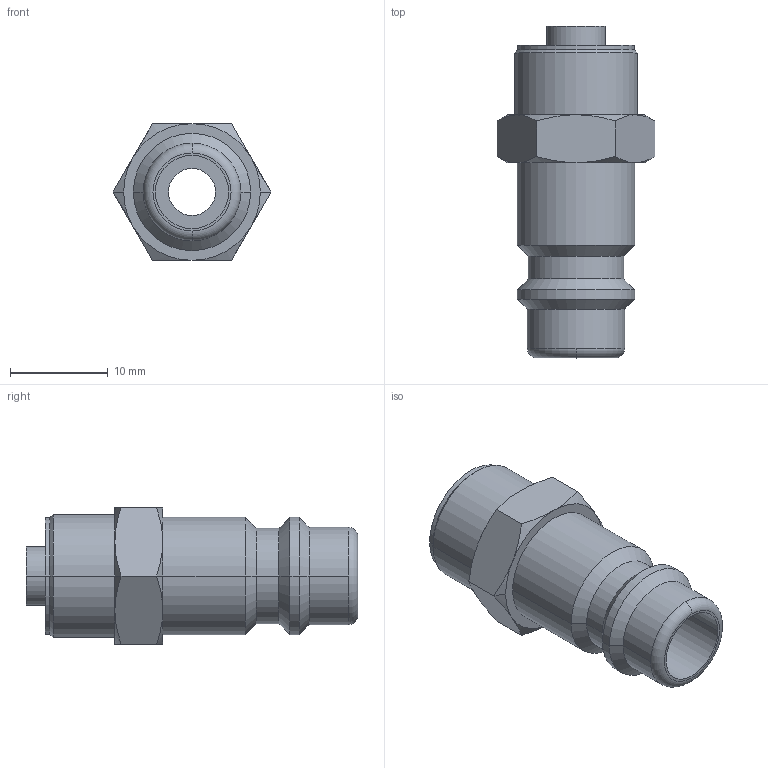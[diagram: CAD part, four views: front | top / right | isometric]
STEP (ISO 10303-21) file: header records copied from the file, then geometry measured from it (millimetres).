
FILE_DESCRIPTION(('STEP AP214'),'1');
FILE_NAME('esn_6_sq.stp','2020-03-05T08:46:11',('TraceParts'),('TraceParts S.A.'),'Spatial InterOp 3D',' ',' ');
FILE_SCHEMA(('automotive_design'));
Length unit declared in the file: millimetre
Products named in the file (1): 1
Bounding box: 16.17 x 34 x 14 mm (x, y, z)
Volume: 2454.1 mm3; surface area: 2245.4 mm2
Topology: 1 solids, 1 shells, 56 faces, 119 edges, 69 vertices
Faces by surface type: cone 24, cylinder 18, plane 12, torus 2
Entity records: 1986 total; most frequent: CARTESIAN_POINT 341, DIRECTION 268, ORIENTED_EDGE 238, EDGE_CURVE 119, AXIS2_PLACEMENT_3D 116, VERTEX_POINT 69, EDGE_LOOP 62, CIRCLE 59
